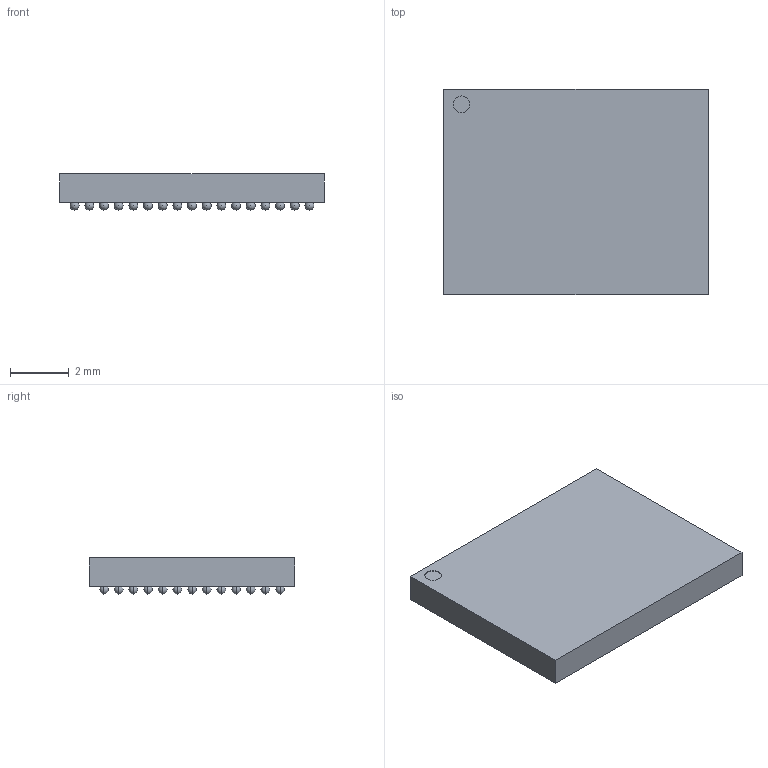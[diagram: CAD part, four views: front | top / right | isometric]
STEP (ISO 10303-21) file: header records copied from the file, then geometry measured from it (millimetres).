
FILE_DESCRIPTION (( 'STEP AP214' ), '1' );
FILE_NAME ('INTAN_BGA100-9.0x7.0x1.STEP', '2022-01-13T19:15:18', ( '' ), ( '' ), 'SwSTEP 2.0', 'SolidWorks 2019', '' );
FILE_SCHEMA (( 'AUTOMOTIVE_DESIGN' ));
Length unit declared in the file: millimetre
Products named in the file (1): INTAN_BGA100-9.0x7.0x1
Bounding box: 9 x 7 x 1.23 mm (x, y, z)
Volume: 61.9 mm3; surface area: 180.6 mm2
Topology: 1 solids, 1 shells, 217 faces, 954 edges, 636 vertices
Faces by surface type: sphere 208, plane 7, cylinder 2
Entity records: 8448 total; most frequent: DIRECTION 1290, CARTESIAN_POINT 976, ORIENTED_EDGE 868, AXIS2_PLACEMENT_3D 638, EDGE_CURVE 434, CIRCLE 420, VERTEX_POINT 324, EDGE_LOOP 322
